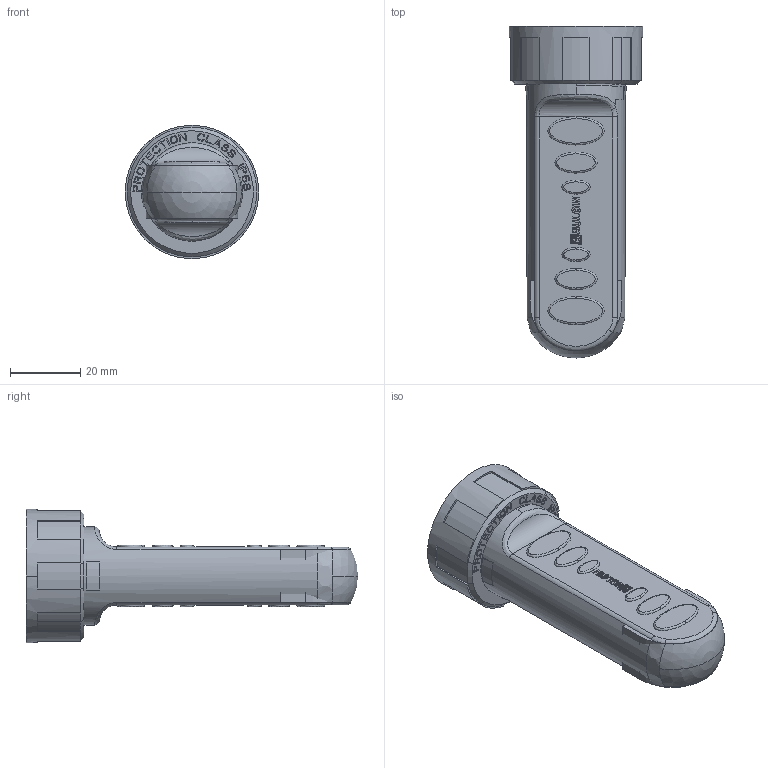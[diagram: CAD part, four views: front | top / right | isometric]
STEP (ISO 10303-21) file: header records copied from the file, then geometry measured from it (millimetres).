
FILE_DESCRIPTION(('STEP AP242'),'1');
FILE_NAME('px0852.stp','2023-03-28T13:24:21',('TraceParts'),('TraceParts S.A.'),'Spatial InterOp 3D',' ',' ');
FILE_SCHEMA(('AP242_MANAGED_MODEL_BASED_3D_ENGINEERING_MIM_LF {1 0 10303 442 1 1 4}'));
Length unit declared in the file: millimetre
Products named in the file (1): px0852_1
Bounding box: 37.97 x 94.57 x 37.97 mm (x, y, z)
Volume: 22658.4 mm3; surface area: 22898.8 mm2
Topology: 3 solids, 3 shells, 983 faces, 2667 edges, 1756 vertices
Faces by surface type: plane 777, extrusion 80, cylinder 62, bspline 50, cone 6, torus 4, sphere 4
Entity records: 37770 total; most frequent: CARTESIAN_POINT 13595, ORIENTED_EDGE 5326, DIRECTION 4326, EDGE_CURVE 2663, VECTOR 2278, LINE 2198, VERTEX_POINT 1756, EDGE_LOOP 1055
